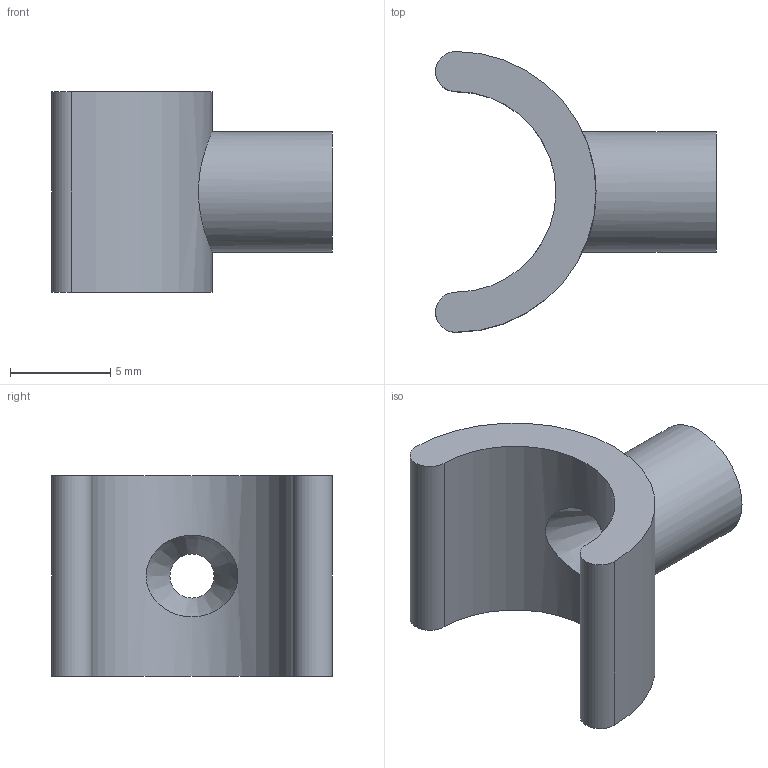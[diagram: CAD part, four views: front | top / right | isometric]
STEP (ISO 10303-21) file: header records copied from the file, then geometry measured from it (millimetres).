
FILE_DESCRIPTION(('FreeCAD Model'),'2;1');
FILE_NAME('Open CASCADE Shape Model','2025-09-08T09:45:51',(''),(''), 'Open CASCADE STEP processor 7.8','FreeCAD','Unknown');
FILE_SCHEMA(('AUTOMOTIVE_DESIGN { 1 0 10303 214 1 1 1 1 }'));
Length unit declared in the file: millimetre
Products named in the file (1): Body
Bounding box: 14 x 14 x 10 mm (x, y, z)
Volume: 482.1 mm3; surface area: 726.1 mm2
Topology: 1 solids, 1 shells, 11 faces, 25 edges, 18 vertices
Faces by surface type: cylinder 6, plane 4, cone 1
Full cylindrical faces by diameter (mm): 4.2 x1, 6 x1
Entity records: 557 total; most frequent: CARTESIAN_POINT 277, DIRECTION 54, ORIENTED_EDGE 50, EDGE_CURVE 25, AXIS2_PLACEMENT_3D 24, VERTEX_POINT 18, FACE_BOUND 15, EDGE_LOOP 15
